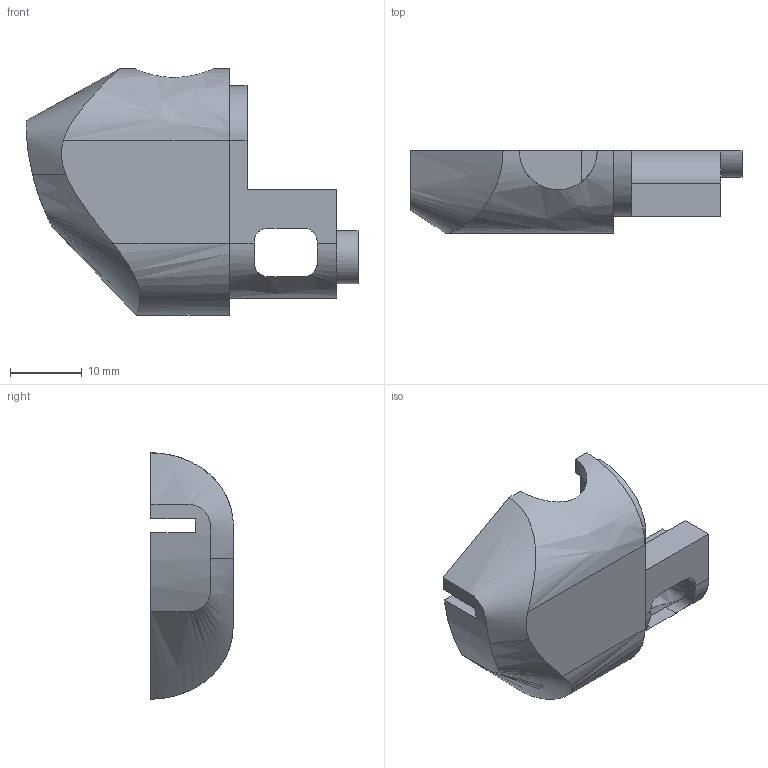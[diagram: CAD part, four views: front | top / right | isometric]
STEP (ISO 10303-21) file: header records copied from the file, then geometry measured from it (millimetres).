
FILE_DESCRIPTION(/* description */ (''),/* implementation_level */ '2;1');
FILE_NAME(/* name */ 'FOAM_C~2',/* time_stamp */ '2019-10-18T18:07:59+02:00',/* author */ (''),/* organization */ (''),/* preprocessor_version */ 'ST-DEVELOPER v16.5',/* originating_system */ '',/* authorisation */ '');
FILE_SCHEMA (('AUTOMOTIVE_DESIGN'));
Length unit declared in the file: millimetre
Products named in the file (1): Document
Bounding box: 46.39 x 11.5 x 34.41 mm (x, y, z)
Volume: 6061.7 mm3; surface area: 4569.9 mm2
Topology: 1 solids, 1 shells, 81 faces, 227 edges, 149 vertices
Faces by surface type: bspline 44, plane 37
Entity records: 5930 total; most frequent: CARTESIAN_POINT 4509, ORIENTED_EDGE 454, EDGE_CURVE 227, B_SPLINE_CURVE_WITH_KNOTS 174, VERTEX_POINT 149, EDGE_LOOP 86, ADVANCED_FACE 81, FACE_OUTER_BOUND 81
